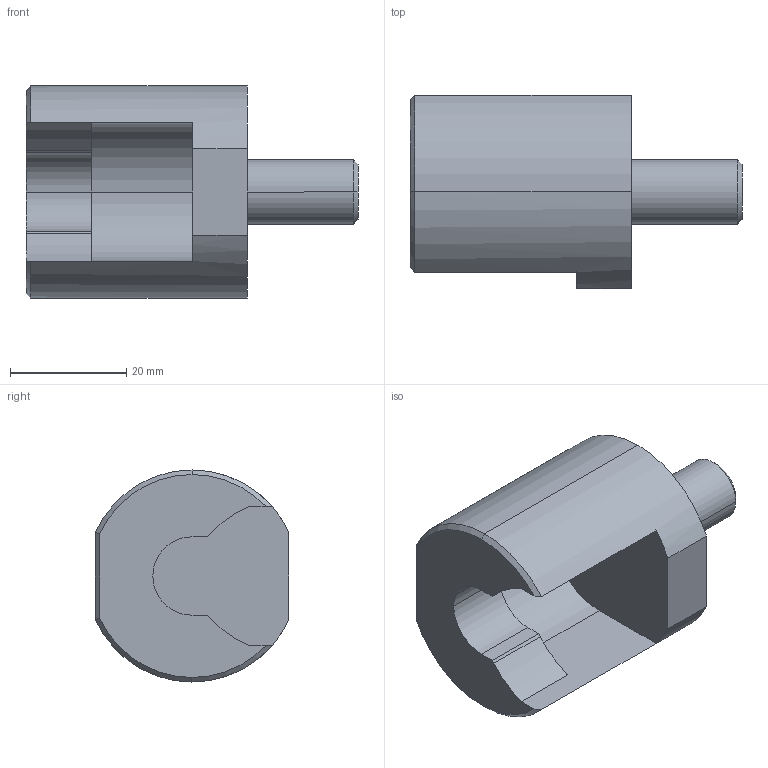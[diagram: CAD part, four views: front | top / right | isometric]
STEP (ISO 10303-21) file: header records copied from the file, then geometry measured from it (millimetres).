
FILE_DESCRIPTION((''),'2;1');
FILE_NAME('E151','2000-06-30T11:36:51',(''),(''),'AutoCAD STEP 2000','AutoCAD 2000',', , ');
FILE_SCHEMA(('CONFIG_CONTROL_DESIGN'));
Length unit declared in the file: inch
Bounding box: 57.15 x 33.34 x 36.51 mm (x, y, z)
Volume: 25377.1 mm3; surface area: 8382.9 mm2
Topology: 1 solids, 1 shells, 32 faces, 81 edges, 52 vertices
Faces by surface type: cylinder 12, plane 12, cone 6, bspline 2
Entity records: 1102 total; most frequent: CARTESIAN_POINT 214, DIRECTION 175, ORIENTED_EDGE 162, EDGE_CURVE 81, AXIS2_PLACEMENT_3D 67, VERTEX_POINT 52, VECTOR 41, LINE 41
